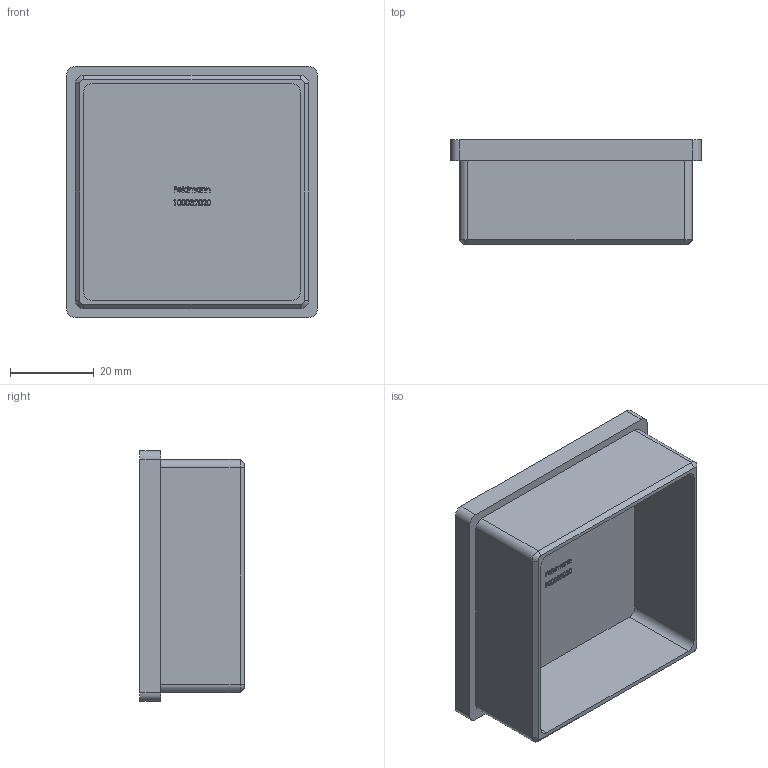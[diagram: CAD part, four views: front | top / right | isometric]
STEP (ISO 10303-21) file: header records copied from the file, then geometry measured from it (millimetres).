
FILE_DESCRIPTION (( 'STEP AP203' ), '1' );
FILE_NAME ('100032020.step', '2018-12-19T09:25:34', ( '' ), ( '' ), 'SwSTEP 2.0', 'SolidWorks 2015', '' );
FILE_SCHEMA (( 'CONFIG_CONTROL_DESIGN' ));
Length unit declared in the file: millimetre
Products named in the file (1): 100032020
Bounding box: 60 x 25 x 60 mm (x, y, z)
Volume: 26481.4 mm3; surface area: 16726.8 mm2
Topology: 1 solids, 1 shells, 255 faces, 670 edges, 444 vertices
Faces by surface type: plane 120, bspline 119, cylinder 12, cone 4
Entity records: 15127 total; most frequent: CARTESIAN_POINT 9545, ORIENTED_EDGE 1340, DIRECTION 734, EDGE_CURVE 670, VERTEX_POINT 444, LINE 404, VECTOR 404, EDGE_LOOP 282
